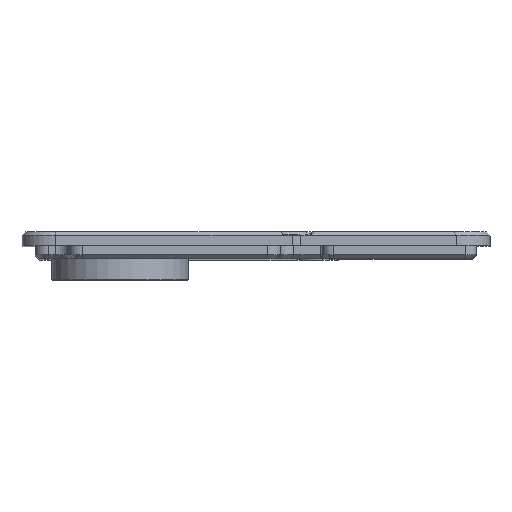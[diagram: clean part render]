
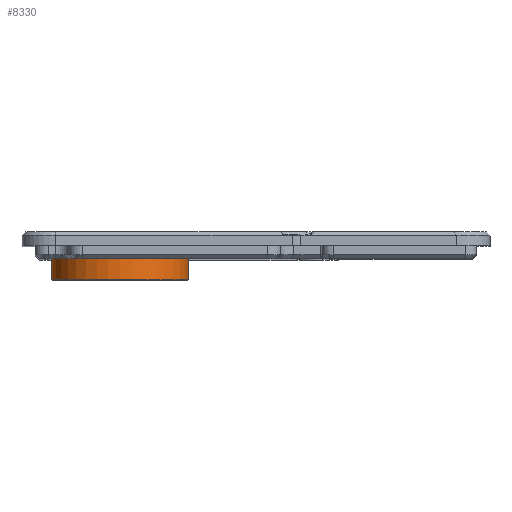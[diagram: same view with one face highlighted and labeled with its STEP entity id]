
A CAD part, top view. The second image highlights one B-rep face of the part: STEP entity #8330.
In plain terms, the highlighted cylindrical face has radius 10.25 mm (diameter 20.5 mm), a full revolution.
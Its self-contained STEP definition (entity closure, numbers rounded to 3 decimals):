
#259=CYLINDRICAL_SURFACE('',#8700,10.25);
#437=CIRCLE('',#8503,10.25);
#459=CIRCLE('',#8696,10.25);
#1316=FACE_OUTER_BOUND('',#1818,.T.);
#1818=EDGE_LOOP('',(#7584,#7585,#7586,#7587));
#2515=LINE('',#16210,#3201);
#3201=VECTOR('',#10045,10.25);
#3644=VERTEX_POINT('',#11730);
#4028=VERTEX_POINT('',#16201);
#4482=EDGE_CURVE('',#3644,#3644,#437,.T.);
#5230=EDGE_CURVE('',#4028,#4028,#459,.T.);
#5234=EDGE_CURVE('',#4028,#3644,#2515,.T.);
#7584=ORIENTED_EDGE('',*,*,#5230,.F.);
#7585=ORIENTED_EDGE('',*,*,#5234,.T.);
#7586=ORIENTED_EDGE('',*,*,#4482,.F.);
#7587=ORIENTED_EDGE('',*,*,#5234,.F.);
#8330=ADVANCED_FACE('',(#1316),#259,.T.);
#8503=AXIS2_PLACEMENT_3D('',#11731,#9187,#9188);
#8696=AXIS2_PLACEMENT_3D('',#16202,#10032,#10033);
#8700=AXIS2_PLACEMENT_3D('',#16209,#10043,#10044);
#9187=DIRECTION('center_axis',(0.,1.,0.));
#9188=DIRECTION('ref_axis',(1.,0.,0.));
#10032=DIRECTION('center_axis',(0.,-1.,0.));
#10033=DIRECTION('ref_axis',(1.,0.,0.));
#10043=DIRECTION('center_axis',(0.,-1.,0.));
#10044=DIRECTION('ref_axis',(1.,0.,0.));
#10045=DIRECTION('',(0.,1.,0.));
#11730=CARTESIAN_POINT('',(4.45,0.,40.2));
#11731=CARTESIAN_POINT('Origin',(14.7,0.,40.2));
#16201=CARTESIAN_POINT('',(4.45,-5.,40.2));
#16202=CARTESIAN_POINT('Origin',(14.7,-5.,40.2));
#16209=CARTESIAN_POINT('Origin',(14.7,0.,40.2));
#16210=CARTESIAN_POINT('',(4.45,0.,40.2));
